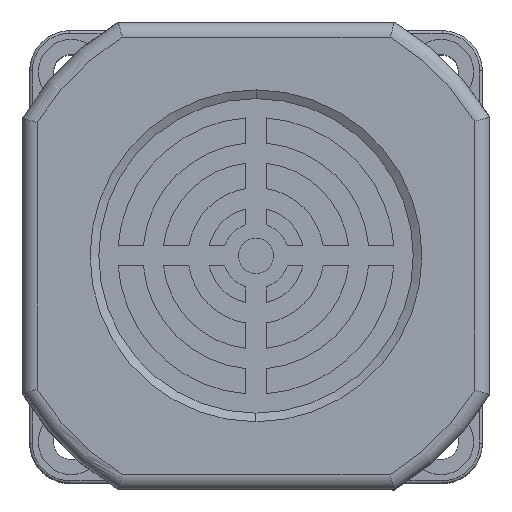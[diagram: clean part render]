
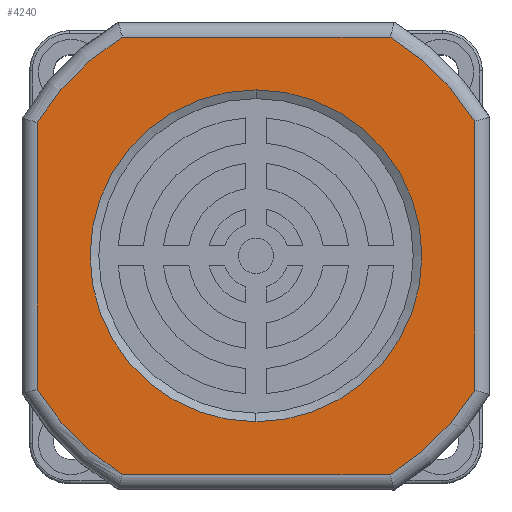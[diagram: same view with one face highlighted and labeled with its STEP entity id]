
A CAD part, top view. The second image highlights one B-rep face of the part: STEP entity #4240.
In plain terms, the highlighted face is planar.
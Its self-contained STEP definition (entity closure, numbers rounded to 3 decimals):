
#227 = CARTESIAN_POINT ( 'NONE',  ( 0.05, 0., 0. ) ) ;
#280 = CARTESIAN_POINT ( 'NONE',  ( 0.05, 0., 43.5 ) ) ;
#527 = VERTEX_POINT ( 'NONE', #5143 ) ;
#1458 = LINE ( 'NONE', #4749, #12653 ) ;
#1850 = PLANE ( 'NONE',  #10105 ) ;
#2292 = CARTESIAN_POINT ( 'NONE',  ( -26.572, 0., -43.5 ) ) ;
#2340 = CARTESIAN_POINT ( 'NONE',  ( 43.5, 0., -26.705 ) ) ;
#2446 = CARTESIAN_POINT ( 'NONE',  ( -43.5, 0., 26.54 ) ) ;
#2599 = ORIENTED_EDGE ( 'NONE', *, *, #13882, .T. ) ;
#2759 = ORIENTED_EDGE ( 'NONE', *, *, #13927, .T. ) ;
#2777 = EDGE_LOOP ( 'NONE', ( #17451, #5761 ) ) ;
#2781 = EDGE_LOOP ( 'NONE', ( #7535, #7478, #11928, #2599, #2759, #6229, #10476, #16216 ) ) ;
#2883 = VERTEX_POINT ( 'NONE', #13784 ) ;
#2968 = LINE ( 'NONE', #18142, #6086 ) ;
#3474 = EDGE_CURVE ( 'NONE', #5819, #7620, #8679, .T. ) ;
#3656 = CARTESIAN_POINT ( 'NONE',  ( 0.05, 0., 0. ) ) ;
#3918 = AXIS2_PLACEMENT_3D ( 'NONE', #13549, #5164, #14845 ) ;
#3982 = AXIS2_PLACEMENT_3D ( 'NONE', #7864, #17164, #9244 ) ;
#4029 = AXIS2_PLACEMENT_3D ( 'NONE', #17049, #9117, #18380 ) ;
#4240 = ADVANCED_FACE ( 'NONE', ( #14093, #14278 ), #1850, .F. ) ;
#4336 = DIRECTION ( 'NONE',  ( 0., -1., 0. ) ) ;
#4510 = CIRCLE ( 'NONE', #6785, 33. ) ;
#4622 = LINE ( 'NONE', #280, #18320 ) ;
#4749 = CARTESIAN_POINT ( 'NONE',  ( 43.5, 0., 0. ) ) ;
#4808 = VERTEX_POINT ( 'NONE', #2292 ) ;
#5120 = CIRCLE ( 'NONE', #3982, 51. ) ;
#5143 = CARTESIAN_POINT ( 'NONE',  ( 0., 0., 33. ) ) ;
#5164 = DIRECTION ( 'NONE',  ( 0., -1., 0. ) ) ;
#5224 = DIRECTION ( 'NONE',  ( 0., 0., 1. ) ) ;
#5761 = ORIENTED_EDGE ( 'NONE', *, *, #6508, .F. ) ;
#5819 = VERTEX_POINT ( 'NONE', #16657 ) ;
#6086 = VECTOR ( 'NONE', #16839, 1000. ) ;
#6229 = ORIENTED_EDGE ( 'NONE', *, *, #13973, .T. ) ;
#6508 = EDGE_CURVE ( 'NONE', #527, #2883, #4510, .T. ) ;
#6558 = CIRCLE ( 'NONE', #9931, 51. ) ;
#6785 = AXIS2_PLACEMENT_3D ( 'NONE', #15994, #8011, #17304 ) ;
#7478 = ORIENTED_EDGE ( 'NONE', *, *, #13665, .T. ) ;
#7535 = ORIENTED_EDGE ( 'NONE', *, *, #13628, .T. ) ;
#7620 = VERTEX_POINT ( 'NONE', #2446 ) ;
#7864 = CARTESIAN_POINT ( 'NONE',  ( 0.05, 0., 0. ) ) ;
#8011 = DIRECTION ( 'NONE',  ( 0., -1., 0. ) ) ;
#8679 = CIRCLE ( 'NONE', #10848, 51. ) ;
#8709 = CARTESIAN_POINT ( 'NONE',  ( -43.5, 0., 0. ) ) ;
#8749 = CARTESIAN_POINT ( 'NONE',  ( 43.5, 0., 26.705 ) ) ;
#9117 = DIRECTION ( 'NONE',  ( 0., -1., 0. ) ) ;
#9244 = DIRECTION ( 'NONE',  ( 0., 0., 1. ) ) ;
#9446 = CIRCLE ( 'NONE', #4029, 51. ) ;
#9931 = AXIS2_PLACEMENT_3D ( 'NONE', #12895, #4336, #14168 ) ;
#10105 = AXIS2_PLACEMENT_3D ( 'NONE', #227, #16935, #10388 ) ;
#10316 = VECTOR ( 'NONE', #12840, 1000. ) ;
#10388 = DIRECTION ( 'NONE',  ( 0., 0., 1. ) ) ;
#10437 = VERTEX_POINT ( 'NONE', #15917 ) ;
#10476 = ORIENTED_EDGE ( 'NONE', *, *, #14139, .T. ) ;
#10526 = VERTEX_POINT ( 'NONE', #12085 ) ;
#10848 = AXIS2_PLACEMENT_3D ( 'NONE', #3656, #13598, #5224 ) ;
#11413 = CARTESIAN_POINT ( 'NONE',  ( 26.673, 0., 43.5 ) ) ;
#11928 = ORIENTED_EDGE ( 'NONE', *, *, #13759, .T. ) ;
#12085 = CARTESIAN_POINT ( 'NONE',  ( 26.673, 0., -43.5 ) ) ;
#12653 = VECTOR ( 'NONE', #14513, 1000. ) ;
#12840 = DIRECTION ( 'NONE',  ( 0., 0., -1. ) ) ;
#12895 = CARTESIAN_POINT ( 'NONE',  ( 0.05, 0., 0. ) ) ;
#13549 = CARTESIAN_POINT ( 'NONE',  ( 0., 0., 0. ) ) ;
#13598 = DIRECTION ( 'NONE',  ( 0., -1., 0. ) ) ;
#13628 = EDGE_CURVE ( 'NONE', #7620, #10437, #13865, .T. ) ;
#13665 = EDGE_CURVE ( 'NONE', #10437, #4808, #6558, .T. ) ;
#13759 = EDGE_CURVE ( 'NONE', #4808, #10526, #2968, .T. ) ;
#13784 = CARTESIAN_POINT ( 'NONE',  ( 0., 0., -33. ) ) ;
#13865 = LINE ( 'NONE', #8709, #10316 ) ;
#13882 = EDGE_CURVE ( 'NONE', #10526, #16379, #9446, .T. ) ;
#13927 = EDGE_CURVE ( 'NONE', #16379, #14820, #1458, .T. ) ;
#13973 = EDGE_CURVE ( 'NONE', #14820, #16093, #5120, .T. ) ;
#14093 = FACE_OUTER_BOUND ( 'NONE', #2781, .T. ) ;
#14139 = EDGE_CURVE ( 'NONE', #16093, #5819, #4622, .T. ) ;
#14168 = DIRECTION ( 'NONE',  ( 0., 0., 1. ) ) ;
#14234 = EDGE_CURVE ( 'NONE', #2883, #527, #14867, .T. ) ;
#14278 = FACE_BOUND ( 'NONE', #2777, .T. ) ;
#14513 = DIRECTION ( 'NONE',  ( 0., 0., 1. ) ) ;
#14735 = DIRECTION ( 'NONE',  ( -1., 0., 0. ) ) ;
#14820 = VERTEX_POINT ( 'NONE', #8749 ) ;
#14845 = DIRECTION ( 'NONE',  ( 0., 0., -1. ) ) ;
#14867 = CIRCLE ( 'NONE', #3918, 33. ) ;
#15917 = CARTESIAN_POINT ( 'NONE',  ( -43.5, 0., -26.54 ) ) ;
#15994 = CARTESIAN_POINT ( 'NONE',  ( 0., 0., 0. ) ) ;
#16093 = VERTEX_POINT ( 'NONE', #11413 ) ;
#16216 = ORIENTED_EDGE ( 'NONE', *, *, #3474, .T. ) ;
#16379 = VERTEX_POINT ( 'NONE', #2340 ) ;
#16657 = CARTESIAN_POINT ( 'NONE',  ( -26.572, 0., 43.5 ) ) ;
#16839 = DIRECTION ( 'NONE',  ( 1., 0., 0. ) ) ;
#16935 = DIRECTION ( 'NONE',  ( 0., 1., 0. ) ) ;
#17049 = CARTESIAN_POINT ( 'NONE',  ( 0.05, 0., 0. ) ) ;
#17164 = DIRECTION ( 'NONE',  ( 0., -1., 0. ) ) ;
#17304 = DIRECTION ( 'NONE',  ( 0., 0., -1. ) ) ;
#17451 = ORIENTED_EDGE ( 'NONE', *, *, #14234, .F. ) ;
#18142 = CARTESIAN_POINT ( 'NONE',  ( 0.05, 0., -43.5 ) ) ;
#18320 = VECTOR ( 'NONE', #14735, 1000. ) ;
#18380 = DIRECTION ( 'NONE',  ( 0., 0., 1. ) ) ;
